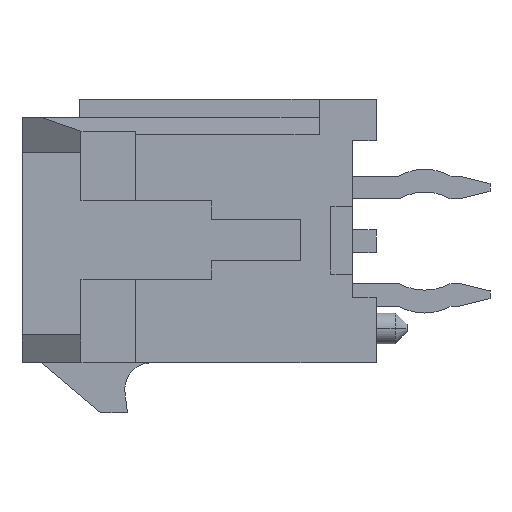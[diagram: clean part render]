
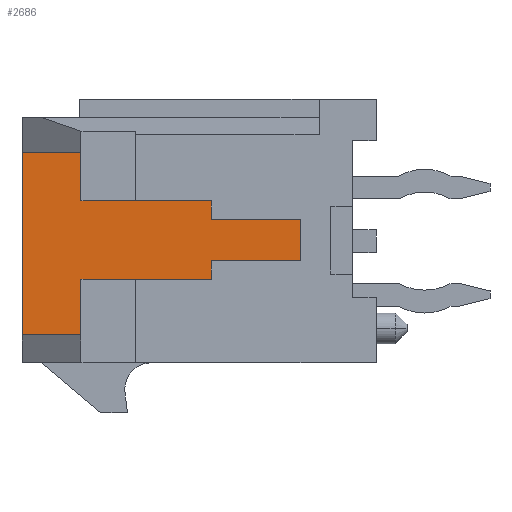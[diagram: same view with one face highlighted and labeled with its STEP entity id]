
A CAD part, left-side view. The second image highlights one B-rep face of the part: STEP entity #2686.
In plain terms, the highlighted planar face has unit normal (-1, 0, 0).
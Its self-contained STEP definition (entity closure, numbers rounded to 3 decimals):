
#15 = CARTESIAN_POINT ( 'NONE',  ( -4.925, 8.26, -2.65 ) ) ;
#19 = VECTOR ( 'NONE', #6839, 1000. ) ;
#222 = LINE ( 'NONE', #8490, #6812 ) ;
#355 = DIRECTION ( 'NONE',  ( 0., 0., 1. ) ) ;
#453 = ORIENTED_EDGE ( 'NONE', *, *, #6505, .F. ) ;
#524 = ORIENTED_EDGE ( 'NONE', *, *, #2853, .F. ) ;
#616 = FACE_OUTER_BOUND ( 'NONE', #6794, .T. ) ;
#881 = CARTESIAN_POINT ( 'NONE',  ( -4.925, 2.11, -0.575 ) ) ;
#1006 = VECTOR ( 'NONE', #2376, 1000. ) ;
#1075 = CARTESIAN_POINT ( 'NONE',  ( -4.925, 8.26, -2.65 ) ) ;
#1083 = CARTESIAN_POINT ( 'NONE',  ( -4.925, 9.91, -3.43 ) ) ;
#1407 = DIRECTION ( 'NONE',  ( 1., 0., 0. ) ) ;
#1601 = VECTOR ( 'NONE', #9896, 1000. ) ;
#1778 = EDGE_CURVE ( 'NONE', #6386, #9484, #3623, .T. ) ;
#2058 = ORIENTED_EDGE ( 'NONE', *, *, #7385, .F. ) ;
#2113 = ORIENTED_EDGE ( 'NONE', *, *, #2766, .F. ) ;
#2159 = CARTESIAN_POINT ( 'NONE',  ( -4.925, 9.91, -2.65 ) ) ;
#2167 = VERTEX_POINT ( 'NONE', #4279 ) ;
#2295 = LINE ( 'NONE', #3640, #19 ) ;
#2328 = CARTESIAN_POINT ( 'NONE',  ( -4.925, 9.91, -2.65 ) ) ;
#2371 = LINE ( 'NONE', #9004, #8713 ) ;
#2376 = DIRECTION ( 'NONE',  ( 0., 1., 0. ) ) ;
#2383 = CARTESIAN_POINT ( 'NONE',  ( -4.925, 8.26, -2.65 ) ) ;
#2400 = ORIENTED_EDGE ( 'NONE', *, *, #9864, .F. ) ;
#2510 = LINE ( 'NONE', #4164, #3559 ) ;
#2529 = VERTEX_POINT ( 'NONE', #1075 ) ;
#2534 = ORIENTED_EDGE ( 'NONE', *, *, #1778, .F. ) ;
#2636 = ORIENTED_EDGE ( 'NONE', *, *, #5975, .F. ) ;
#2678 = VECTOR ( 'NONE', #9086, 1000. ) ;
#2686 = ADVANCED_FACE ( 'NONE', ( #616 ), #9868, .F. ) ;
#2731 = VERTEX_POINT ( 'NONE', #9064 ) ;
#2766 = EDGE_CURVE ( 'NONE', #4594, #8419, #2295, .T. ) ;
#2813 = LINE ( 'NONE', #5564, #8196 ) ;
#2853 = EDGE_CURVE ( 'NONE', #8419, #2529, #3245, .T. ) ;
#3245 = LINE ( 'NONE', #2383, #6148 ) ;
#3247 = CARTESIAN_POINT ( 'NONE',  ( -4.925, 4.61, -1.1 ) ) ;
#3559 = VECTOR ( 'NONE', #6402, 1000. ) ;
#3623 = LINE ( 'NONE', #8356, #1601 ) ;
#3640 = CARTESIAN_POINT ( 'NONE',  ( -4.925, 9.91, -1.1 ) ) ;
#3663 = CARTESIAN_POINT ( 'NONE',  ( -4.925, 4.61, 1.1 ) ) ;
#3791 = EDGE_CURVE ( 'NONE', #8052, #2167, #8306, .T. ) ;
#3867 = CARTESIAN_POINT ( 'NONE',  ( -4.925, 8.26, -1.1 ) ) ;
#3991 = EDGE_CURVE ( 'NONE', #2529, #8394, #5453, .T. ) ;
#4164 = CARTESIAN_POINT ( 'NONE',  ( -4.925, 2.11, -2.65 ) ) ;
#4279 = CARTESIAN_POINT ( 'NONE',  ( -4.925, 4.61, -0.575 ) ) ;
#4462 = DIRECTION ( 'NONE',  ( 0., -1., 0. ) ) ;
#4594 = VERTEX_POINT ( 'NONE', #3247 ) ;
#4690 = DIRECTION ( 'NONE',  ( 0., -1., 0. ) ) ;
#4697 = CARTESIAN_POINT ( 'NONE',  ( -4.925, 9.91, 2.45 ) ) ;
#4726 = DIRECTION ( 'NONE',  ( 0., 0., -1. ) ) ;
#4752 = CARTESIAN_POINT ( 'NONE',  ( -4.925, 9.91, -2.65 ) ) ;
#5159 = ORIENTED_EDGE ( 'NONE', *, *, #3991, .F. ) ;
#5453 = LINE ( 'NONE', #4752, #1006 ) ;
#5564 = CARTESIAN_POINT ( 'NONE',  ( -4.925, 9.91, 0.575 ) ) ;
#5640 = VERTEX_POINT ( 'NONE', #3663 ) ;
#5675 = ORIENTED_EDGE ( 'NONE', *, *, #9880, .F. ) ;
#5863 = CARTESIAN_POINT ( 'NONE',  ( -4.925, 4.61, 0.575 ) ) ;
#5975 = EDGE_CURVE ( 'NONE', #8394, #6386, #8494, .T. ) ;
#5991 = CARTESIAN_POINT ( 'NONE',  ( -4.925, 2.11, 0.575 ) ) ;
#6148 = VECTOR ( 'NONE', #4726, 1000. ) ;
#6268 = ORIENTED_EDGE ( 'NONE', *, *, #8400, .F. ) ;
#6381 = DIRECTION ( 'NONE',  ( 0., 0., -1. ) ) ;
#6386 = VERTEX_POINT ( 'NONE', #4697 ) ;
#6402 = DIRECTION ( 'NONE',  ( 0., 0., -1. ) ) ;
#6450 = VECTOR ( 'NONE', #7662, 1000. ) ;
#6501 = VECTOR ( 'NONE', #355, 1000. ) ;
#6505 = EDGE_CURVE ( 'NONE', #9006, #8052, #2510, .T. ) ;
#6794 = EDGE_LOOP ( 'NONE', ( #2636, #5159, #524, #2113, #2058, #9914, #453, #2400, #5675, #7333, #6268, #2534 ) ) ;
#6812 = VECTOR ( 'NONE', #4690, 1000. ) ;
#6815 = EDGE_CURVE ( 'NONE', #2731, #5640, #222, .T. ) ;
#6839 = DIRECTION ( 'NONE',  ( 0., 1., 0. ) ) ;
#7064 = CARTESIAN_POINT ( 'NONE',  ( -4.925, 8.26, 2.45 ) ) ;
#7333 = ORIENTED_EDGE ( 'NONE', *, *, #6815, .F. ) ;
#7385 = EDGE_CURVE ( 'NONE', #2167, #4594, #2371, .T. ) ;
#7442 = DIRECTION ( 'NONE',  ( 0., 0., -1. ) ) ;
#7495 = VECTOR ( 'NONE', #6381, 1000. ) ;
#7662 = DIRECTION ( 'NONE',  ( 0., 0., -1. ) ) ;
#7878 = CARTESIAN_POINT ( 'NONE',  ( -4.925, 4.61, -2.65 ) ) ;
#8052 = VERTEX_POINT ( 'NONE', #881 ) ;
#8196 = VECTOR ( 'NONE', #8555, 1000. ) ;
#8306 = LINE ( 'NONE', #9055, #2678 ) ;
#8356 = CARTESIAN_POINT ( 'NONE',  ( -4.925, 9.91, 2.45 ) ) ;
#8394 = VERTEX_POINT ( 'NONE', #2328 ) ;
#8400 = EDGE_CURVE ( 'NONE', #9484, #2731, #8436, .T. ) ;
#8419 = VERTEX_POINT ( 'NONE', #3867 ) ;
#8436 = LINE ( 'NONE', #15, #6450 ) ;
#8490 = CARTESIAN_POINT ( 'NONE',  ( -4.925, 9.91, 1.1 ) ) ;
#8494 = LINE ( 'NONE', #1083, #6501 ) ;
#8555 = DIRECTION ( 'NONE',  ( 0., -1., 0. ) ) ;
#8713 = VECTOR ( 'NONE', #7442, 1000. ) ;
#9004 = CARTESIAN_POINT ( 'NONE',  ( -4.925, 4.61, -2.65 ) ) ;
#9006 = VERTEX_POINT ( 'NONE', #5991 ) ;
#9055 = CARTESIAN_POINT ( 'NONE',  ( -4.925, 9.91, -0.575 ) ) ;
#9064 = CARTESIAN_POINT ( 'NONE',  ( -4.925, 8.26, 1.1 ) ) ;
#9086 = DIRECTION ( 'NONE',  ( 0., 1., 0. ) ) ;
#9484 = VERTEX_POINT ( 'NONE', #7064 ) ;
#9524 = LINE ( 'NONE', #7878, #7495 ) ;
#9602 = VERTEX_POINT ( 'NONE', #5863 ) ;
#9753 = AXIS2_PLACEMENT_3D ( 'NONE', #2159, #1407, #4462 ) ;
#9864 = EDGE_CURVE ( 'NONE', #9602, #9006, #2813, .T. ) ;
#9868 = PLANE ( 'NONE',  #9753 ) ;
#9880 = EDGE_CURVE ( 'NONE', #5640, #9602, #9524, .T. ) ;
#9896 = DIRECTION ( 'NONE',  ( 0., -1., 0. ) ) ;
#9914 = ORIENTED_EDGE ( 'NONE', *, *, #3791, .F. ) ;
